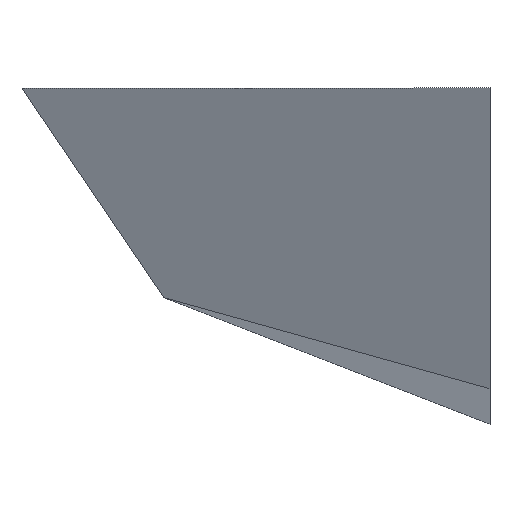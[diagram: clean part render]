
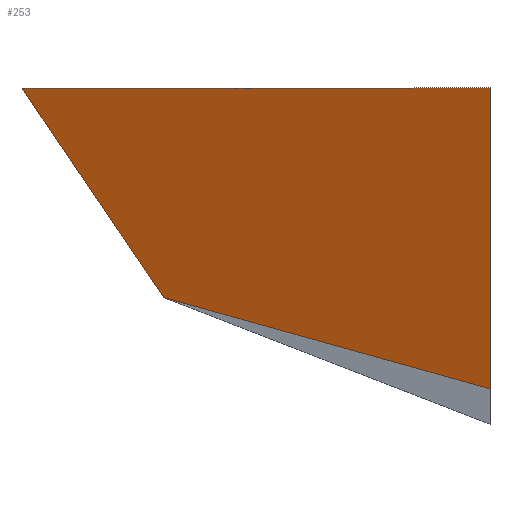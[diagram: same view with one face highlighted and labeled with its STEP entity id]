
A CAD part, top view. The second image highlights one B-rep face of the part: STEP entity #253.
In plain terms, the highlighted planar face has unit normal (-0.412, -0.093, 0.906).
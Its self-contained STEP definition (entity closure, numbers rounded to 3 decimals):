
#24 = VERTEX_POINT('',#25);
#25 = CARTESIAN_POINT('',(0.724,1.,0.385));
#32 = PLANE('',#33);
#33 = AXIS2_PLACEMENT_3D('',#34,#35,#36);
#34 = CARTESIAN_POINT('',(0.873,0.92,0.199)
  );
#35 = DIRECTION('',(0.742,0.574,0.347));
#36 = DIRECTION('',(-0.612,0.791,0.));
#44 = PLANE('',#45);
#45 = AXIS2_PLACEMENT_3D('',#46,#47,#48);
#46 = CARTESIAN_POINT('',(0.906,1.,0.261));
#47 = DIRECTION('',(-0.,-1.,-0.));
#48 = DIRECTION('',(0.,0.,-1.));
#55 = EDGE_CURVE('',#24,#56,#58,.T.);
#56 = VERTEX_POINT('',#57);
#57 = CARTESIAN_POINT('',(0.808,0.877,0.411)
  );
#58 = SURFACE_CURVE('',#59,(#63,#70),.PCURVE_S1.);
#59 = LINE('',#60,#61);
#60 = CARTESIAN_POINT('',(0.724,1.,0.385));
#61 = VECTOR('',#62,1.);
#62 = DIRECTION('',(0.553,-0.816,0.168));
#63 = PCURVE('',#32,#64);
#64 = DEFINITIONAL_REPRESENTATION('',(#65),#69);
#65 = LINE('',#66,#67);
#66 = CARTESIAN_POINT('',(0.155,0.198));
#67 = VECTOR('',#68,1.);
#68 = DIRECTION('',(-0.984,0.179));
#69 = ( GEOMETRIC_REPRESENTATION_CONTEXT(2) 
PARAMETRIC_REPRESENTATION_CONTEXT() REPRESENTATION_CONTEXT('2D SPACE',''
  ) );
#70 = PCURVE('',#71,#76);
#71 = PLANE('',#72);
#72 = AXIS2_PLACEMENT_3D('',#73,#74,#75);
#73 = CARTESIAN_POINT('',(0.885,0.932,0.451));
#74 = DIRECTION('',(0.412,0.093,-0.906));
#75 = DIRECTION('',(-0.91,0.,-0.414));
#76 = DEFINITIONAL_REPRESENTATION('',(#77),#80);
#77 = B_SPLINE_CURVE_WITH_KNOTS('',1,(#78,#79),.UNSPECIFIED.,.F.,.F.,(2,
    2),(0.,0.151),.PIECEWISE_BEZIER_KNOTS.);
#78 = CARTESIAN_POINT('',(0.173,0.068));
#79 = CARTESIAN_POINT('',(0.087,-0.056));
#80 = ( GEOMETRIC_REPRESENTATION_CONTEXT(2) 
PARAMETRIC_REPRESENTATION_CONTEXT() REPRESENTATION_CONTEXT('2D SPACE',''
  ) );
#98 = PLANE('',#99);
#99 = AXIS2_PLACEMENT_3D('',#100,#101,#102);
#100 = CARTESIAN_POINT('',(0.942,0.831,0.325)
  );
#101 = DIRECTION('',(0.29,0.956,-0.052)
  );
#102 = DIRECTION('',(0.957,-0.291,0.)
  );
#125 = PLANE('',#126);
#126 = AXIS2_PLACEMENT_3D('',#127,#128,#129);
#127 = CARTESIAN_POINT('',(1.,0.913,0.258));
#128 = DIRECTION('',(-1.,-0.,-0.));
#129 = DIRECTION('',(0.,0.,-1.));
#187 = VERTEX_POINT('',#188);
#188 = CARTESIAN_POINT('',(1.,1.,0.511));
#208 = EDGE_CURVE('',#187,#24,#209,.T.);
#209 = SURFACE_CURVE('',#210,(#214,#221),.PCURVE_S1.);
#210 = LINE('',#211,#212);
#211 = CARTESIAN_POINT('',(1.,1.,0.511));
#212 = VECTOR('',#213,1.);
#213 = DIRECTION('',(-0.91,0.,-0.414));
#214 = PCURVE('',#44,#215);
#215 = DEFINITIONAL_REPRESENTATION('',(#216),#220);
#216 = LINE('',#217,#218);
#217 = CARTESIAN_POINT('',(-0.25,0.094));
#218 = VECTOR('',#219,1.);
#219 = DIRECTION('',(0.414,-0.91));
#220 = ( GEOMETRIC_REPRESENTATION_CONTEXT(2) 
PARAMETRIC_REPRESENTATION_CONTEXT() REPRESENTATION_CONTEXT('2D SPACE',''
  ) );
#221 = PCURVE('',#71,#222);
#222 = DEFINITIONAL_REPRESENTATION('',(#223),#226);
#223 = B_SPLINE_CURVE_WITH_KNOTS('',1,(#224,#225),.UNSPECIFIED.,.F.,.F.,
  (2,2),(0.,0.303),.PIECEWISE_BEZIER_KNOTS.);
#224 = CARTESIAN_POINT('',(-0.13,0.068));
#225 = CARTESIAN_POINT('',(0.173,0.068));
#226 = ( GEOMETRIC_REPRESENTATION_CONTEXT(2) 
PARAMETRIC_REPRESENTATION_CONTEXT() REPRESENTATION_CONTEXT('2D SPACE',''
  ) );
#253 = ADVANCED_FACE('',(#254),#71,.F.);
#254 = FACE_BOUND('',#255,.F.);
#255 = EDGE_LOOP('',(#256,#278,#298,#299));
#256 = ORIENTED_EDGE('',*,*,#257,.T.);
#257 = EDGE_CURVE('',#187,#258,#260,.T.);
#258 = VERTEX_POINT('',#259);
#259 = CARTESIAN_POINT('',(1.,0.823,0.493));
#260 = SURFACE_CURVE('',#261,(#265,#272),.PCURVE_S1.);
#261 = LINE('',#262,#263);
#262 = CARTESIAN_POINT('',(1.,1.,0.511));
#263 = VECTOR('',#264,1.);
#264 = DIRECTION('',(0.,-0.995,-0.102));
#265 = PCURVE('',#71,#266);
#266 = DEFINITIONAL_REPRESENTATION('',(#267),#271);
#267 = LINE('',#268,#269);
#268 = CARTESIAN_POINT('',(-0.13,0.068));
#269 = VECTOR('',#270,1.);
#270 = DIRECTION('',(0.042,-0.999));
#271 = ( GEOMETRIC_REPRESENTATION_CONTEXT(2) 
PARAMETRIC_REPRESENTATION_CONTEXT() REPRESENTATION_CONTEXT('2D SPACE',''
  ) );
#272 = PCURVE('',#125,#273);
#273 = DEFINITIONAL_REPRESENTATION('',(#274),#277);
#274 = B_SPLINE_CURVE_WITH_KNOTS('',1,(#275,#276),.UNSPECIFIED.,.F.,.F.,
  (2,2),(0.,0.178),.PIECEWISE_BEZIER_KNOTS.);
#275 = CARTESIAN_POINT('',(-0.252,-0.087));
#276 = CARTESIAN_POINT('',(-0.234,0.09));
#277 = ( GEOMETRIC_REPRESENTATION_CONTEXT(2) 
PARAMETRIC_REPRESENTATION_CONTEXT() REPRESENTATION_CONTEXT('2D SPACE',''
  ) );
#278 = ORIENTED_EDGE('',*,*,#279,.T.);
#279 = EDGE_CURVE('',#258,#56,#280,.T.);
#280 = SURFACE_CURVE('',#281,(#285,#292),.PCURVE_S1.);
#281 = LINE('',#282,#283);
#282 = CARTESIAN_POINT('',(1.,0.823,0.493));
#283 = VECTOR('',#284,1.);
#284 = DIRECTION('',(-0.891,0.25,-0.38));
#285 = PCURVE('',#71,#286);
#286 = DEFINITIONAL_REPRESENTATION('',(#287),#291);
#287 = LINE('',#288,#289);
#288 = CARTESIAN_POINT('',(-0.122,-0.11));
#289 = VECTOR('',#290,1.);
#290 = DIRECTION('',(0.968,0.251));
#291 = ( GEOMETRIC_REPRESENTATION_CONTEXT(2) 
PARAMETRIC_REPRESENTATION_CONTEXT() REPRESENTATION_CONTEXT('2D SPACE',''
  ) );
#292 = PCURVE('',#98,#293);
#293 = DEFINITIONAL_REPRESENTATION('',(#294),#297);
#294 = B_SPLINE_CURVE_WITH_KNOTS('',1,(#295,#296),.UNSPECIFIED.,.F.,.F.,
  (2,2),(0.,0.216),.PIECEWISE_BEZIER_KNOTS.);
#295 = CARTESIAN_POINT('',(0.058,-0.168));
#296 = CARTESIAN_POINT('',(-0.141,-0.085));
#297 = ( GEOMETRIC_REPRESENTATION_CONTEXT(2) 
PARAMETRIC_REPRESENTATION_CONTEXT() REPRESENTATION_CONTEXT('2D SPACE',''
  ) );
#298 = ORIENTED_EDGE('',*,*,#55,.F.);
#299 = ORIENTED_EDGE('',*,*,#208,.F.);
